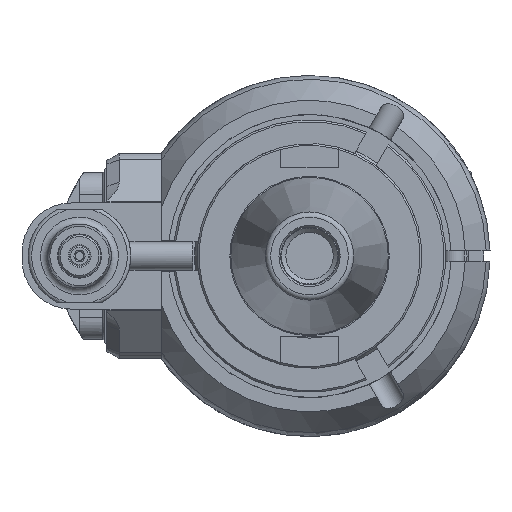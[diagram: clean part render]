
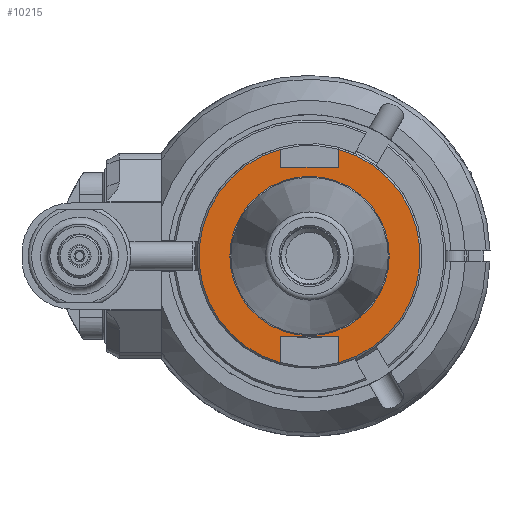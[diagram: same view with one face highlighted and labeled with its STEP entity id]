
A CAD part, left-side view. The second image highlights one B-rep face of the part: STEP entity #10215.
In plain terms, the highlighted face is planar.
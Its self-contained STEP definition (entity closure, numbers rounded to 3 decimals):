
#519=FACE_BOUND('',#2157,.T.);
#971=PLANE('',#11246);
#1510=FACE_OUTER_BOUND('',#2156,.T.);
#2156=EDGE_LOOP('',(#8230,#8231,#8232,#8233,#8234,#8235,#8236,#8237));
#2157=EDGE_LOOP('',(#8238));
#2886=LINE('',#46435,#3576);
#2891=LINE('',#46467,#3581);
#2898=LINE('',#46531,#3588);
#2901=LINE('',#46566,#3591);
#2902=LINE('',#46570,#3592);
#2903=LINE('',#46571,#3593);
#3576=VECTOR('',#13155,16.383);
#3581=VECTOR('',#13162,7.551);
#3588=VECTOR('',#13181,5.138);
#3591=VECTOR('',#13202,7.551);
#3592=VECTOR('',#13205,5.138);
#3593=VECTOR('',#13206,16.383);
#4162=CIRCLE('',#11245,31.25);
#4163=CIRCLE('',#11247,31.25);
#4164=CIRCLE('',#11248,22.525);
#4896=VERTEX_POINT('',#46432);
#4897=VERTEX_POINT('',#46434);
#4903=VERTEX_POINT('',#46466);
#4913=VERTEX_POINT('',#46519);
#4914=VERTEX_POINT('',#46530);
#4917=VERTEX_POINT('',#46565);
#4918=VERTEX_POINT('',#46567);
#4919=VERTEX_POINT('',#46569);
#4920=VERTEX_POINT('',#46572);
#6080=EDGE_CURVE('',#4896,#4897,#2886,.T.);
#6087=EDGE_CURVE('',#4897,#4903,#2891,.T.);
#6101=EDGE_CURVE('',#4913,#4914,#2898,.T.);
#6109=EDGE_CURVE('',#4913,#4903,#4162,.T.);
#6110=EDGE_CURVE('',#4917,#4896,#2901,.T.);
#6111=EDGE_CURVE('',#4917,#4918,#4163,.T.);
#6112=EDGE_CURVE('',#4919,#4918,#2902,.T.);
#6113=EDGE_CURVE('',#4914,#4919,#2903,.T.);
#6114=EDGE_CURVE('',#4920,#4920,#4164,.T.);
#8230=ORIENTED_EDGE('',*,*,#6109,.T.);
#8231=ORIENTED_EDGE('',*,*,#6087,.F.);
#8232=ORIENTED_EDGE('',*,*,#6080,.F.);
#8233=ORIENTED_EDGE('',*,*,#6110,.F.);
#8234=ORIENTED_EDGE('',*,*,#6111,.T.);
#8235=ORIENTED_EDGE('',*,*,#6112,.F.);
#8236=ORIENTED_EDGE('',*,*,#6113,.F.);
#8237=ORIENTED_EDGE('',*,*,#6101,.F.);
#8238=ORIENTED_EDGE('',*,*,#6114,.T.);
#10215=ADVANCED_FACE('',(#1510,#519),#971,.T.);
#11245=AXIS2_PLACEMENT_3D('',#46563,#13198,#13199);
#11246=AXIS2_PLACEMENT_3D('',#46564,#13200,#13201);
#11247=AXIS2_PLACEMENT_3D('',#46568,#13203,#13204);
#11248=AXIS2_PLACEMENT_3D('',#46573,#13207,#13208);
#13155=DIRECTION('',(0.,0.,1.));
#13162=DIRECTION('',(0.,-1.,0.));
#13181=DIRECTION('',(0.,-1.,0.));
#13198=DIRECTION('center_axis',(1.,0.,0.));
#13199=DIRECTION('ref_axis',(0.,0.965,0.262));
#13200=DIRECTION('center_axis',(1.,0.,0.));
#13201=DIRECTION('ref_axis',(0.,-1.,0.));
#13202=DIRECTION('',(0.,1.,0.));
#13203=DIRECTION('center_axis',(1.,0.,0.));
#13204=DIRECTION('ref_axis',(0.,-0.965,-0.262));
#13205=DIRECTION('',(0.,1.,0.));
#13206=DIRECTION('',(0.,0.,-1.));
#13207=DIRECTION('center_axis',(-1.,0.,0.));
#13208=DIRECTION('ref_axis',(0.,1.,0.));
#46432=CARTESIAN_POINT('',(38.825,-22.606,-8.192));
#46434=CARTESIAN_POINT('',(38.825,-22.606,8.192));
#46435=CARTESIAN_POINT('',(38.825,-22.606,-8.192));
#46466=CARTESIAN_POINT('',(38.825,-30.157,8.192));
#46467=CARTESIAN_POINT('',(38.825,-22.606,8.192));
#46519=CARTESIAN_POINT('',(38.825,30.157,8.192));
#46530=CARTESIAN_POINT('',(38.825,25.019,8.192));
#46531=CARTESIAN_POINT('',(38.825,30.157,8.192));
#46563=CARTESIAN_POINT('Origin',(38.825,0.,0.));
#46564=CARTESIAN_POINT('Origin',(38.825,-22.468,0.));
#46565=CARTESIAN_POINT('',(38.825,-30.157,-8.192));
#46566=CARTESIAN_POINT('',(38.825,-30.157,-8.192));
#46567=CARTESIAN_POINT('',(38.825,30.157,-8.192));
#46568=CARTESIAN_POINT('Origin',(38.825,0.,0.));
#46569=CARTESIAN_POINT('',(38.825,25.019,-8.192));
#46570=CARTESIAN_POINT('',(38.825,25.019,-8.192));
#46571=CARTESIAN_POINT('',(38.825,25.019,8.192));
#46572=CARTESIAN_POINT('',(38.825,-22.525,0.));
#46573=CARTESIAN_POINT('Origin',(38.825,0.,0.));
